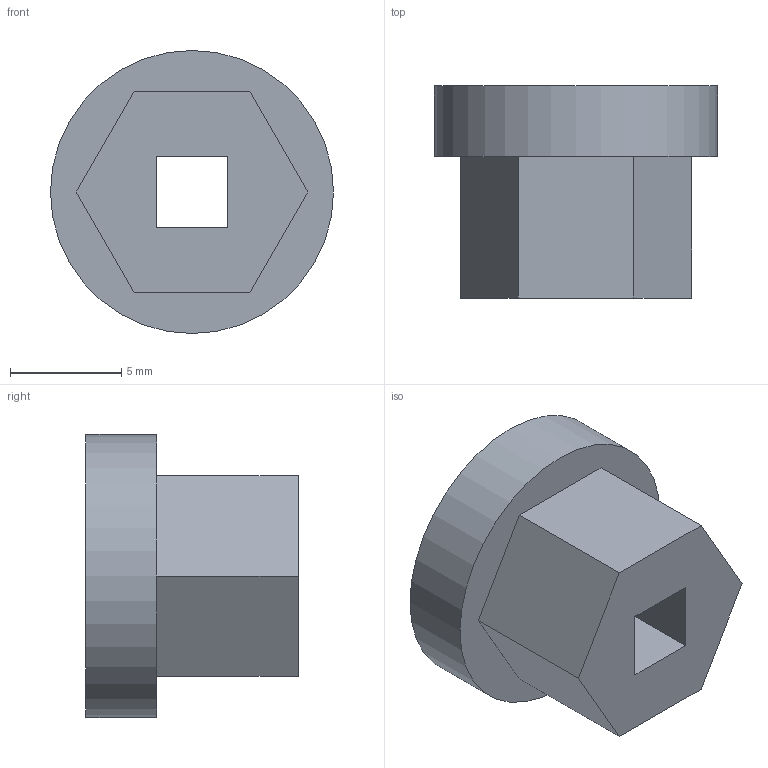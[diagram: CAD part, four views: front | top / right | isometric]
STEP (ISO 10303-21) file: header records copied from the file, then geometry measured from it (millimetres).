
FILE_DESCRIPTION(/* description */ (''),/* implementation_level */ '2;1');
FILE_NAME(/* name */ 'Flex Wheel Connector_MIR.ipt.step',/* time_stamp */ '2020-04-16T23:23:23-04:00',/* author */ ('Afnan'),/* organization */ (''),/* preprocessor_version */ 'ST-DEVELOPER v17',/* originating_system */ 'Autodesk Inventor 2019',/* authorisation */ '');
FILE_SCHEMA (('AUTOMOTIVE_DESIGN { 1 0 10303 214 3 1 1 }'));
Length unit declared in the file: inch
Products named in the file (1): Flex Wheel Connector_MIR
Bounding box: 12.7 x 9.53 x 12.7 mm (x, y, z)
Volume: 748.4 mm3; surface area: 676.5 mm2
Topology: 1 solids, 1 shells, 18 faces, 41 edges, 26 vertices
Faces by surface type: plane 13, cylinder 5
Full cylindrical faces by diameter (mm): 12.7 x1
Entity records: 544 total; most frequent: CARTESIAN_POINT 86, DIRECTION 85, ORIENTED_EDGE 82, EDGE_CURVE 41, LINE 35, VECTOR 35, VERTEX_POINT 26, AXIS2_PLACEMENT_3D 25
